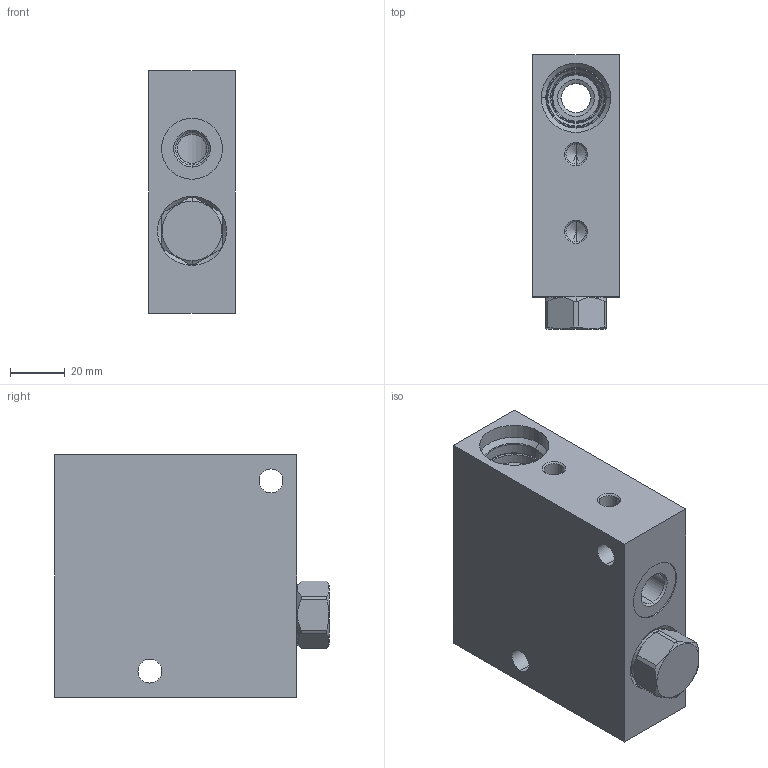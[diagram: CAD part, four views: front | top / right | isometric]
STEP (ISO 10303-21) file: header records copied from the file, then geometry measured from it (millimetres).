
FILE_DESCRIPTION((''),'2;1');
FILE_NAME('Z2R_ASM','2024-11-18T',('ProEService'),(''),'PRO/ENGINEER BY PARAMETRIC TECHNOLOGY CORPORATION, 2014200','PRO/ENGINEER BY PARAMETRIC TECHNOLOGY CORPORATION, 2014200','');
FILE_SCHEMA(('CONFIG_CONTROL_DESIGN'));
Length unit declared in the file: inch
Products named in the file (3): 151-547-006; LRDCXHN; Z2R_ASM
Assembly tree (2 placements, depth 2):
  Z2R_ASM
    151-547-006
    LRDCXHN
Bounding box: 31.75 x 100.79 x 88.9 mm (x, y, z)
Volume: 217134.4 mm3; surface area: 49030.7 mm2
Topology: 5 solids, 6 shells, 332 faces, 1018 edges, 812 vertices
Faces by surface type: cylinder 147, cone 85, torus 55, plane 45
Entity records: 12291 total; most frequent: CARTESIAN_POINT 3046, DIRECTION 2080, ORIENTED_EDGE 1594, AXIS2_PLACEMENT_3D 807, EDGE_CURVE 797, VERTEX_POINT 495, VECTOR 466, LINE 466
